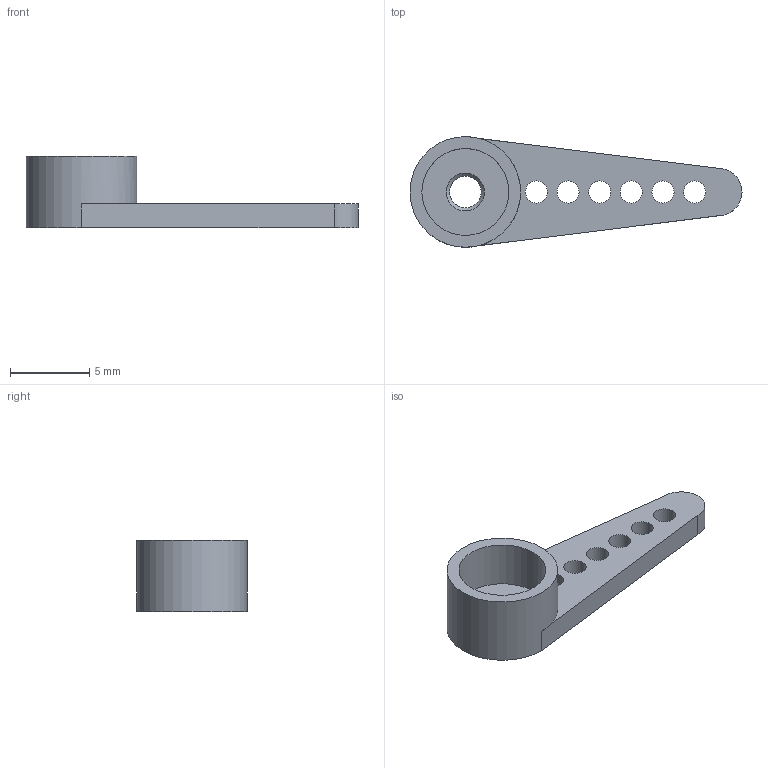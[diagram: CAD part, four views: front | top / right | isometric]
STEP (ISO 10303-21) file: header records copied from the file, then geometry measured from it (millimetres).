
FILE_DESCRIPTION(('FreeCAD Model'),'2;1');
FILE_NAME('Open CASCADE Shape Model','2025-11-28T00:40:13',('Author'),( ''),'Open CASCADE STEP processor 7.8','FreeCAD','Unknown');
FILE_SCHEMA(('AUTOMOTIVE_DESIGN { 1 0 10303 214 1 1 1 1 }'));
Length unit declared in the file: millimetre
Products named in the file (1): Body
Bounding box: 21 x 7 x 4.5 mm (x, y, z)
Volume: 163.1 mm3; surface area: 428.4 mm2
Topology: 1 solids, 1 shells, 21 faces, 48 edges, 31 vertices
Faces by surface type: cylinder 11, plane 9, cone 1
Full cylindrical faces by diameter (mm): 1.4 x6, 2 x1, 5 x1, 5.5 x1, 7 x1
Entity records: 654 total; most frequent: DIRECTION 118, CARTESIAN_POINT 102, ORIENTED_EDGE 96, AXIS2_PLACEMENT_3D 49, EDGE_CURVE 48, FACE_BOUND 37, EDGE_LOOP 37, VERTEX_POINT 31
